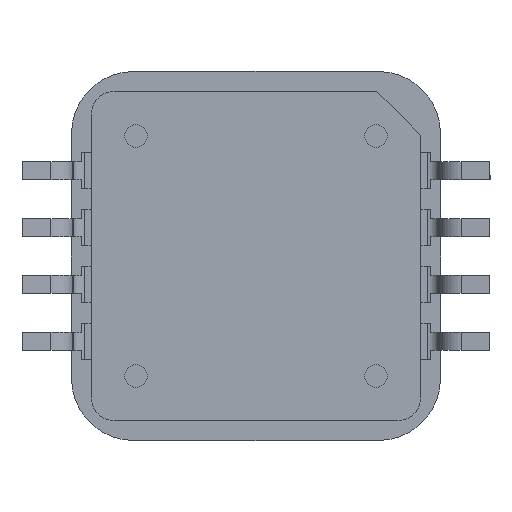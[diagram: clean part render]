
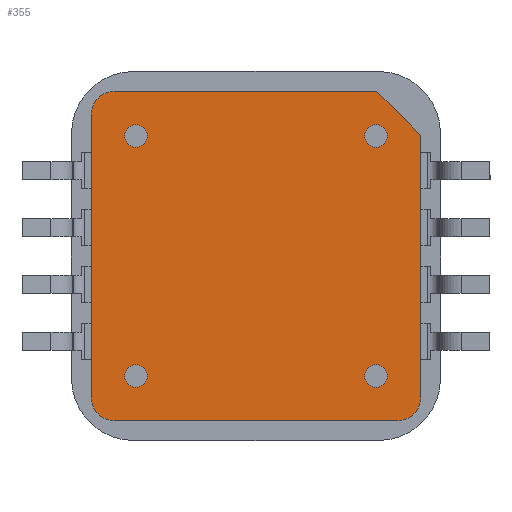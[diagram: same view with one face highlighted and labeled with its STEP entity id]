
A CAD part, front view. The second image highlights one B-rep face of the part: STEP entity #355.
In plain terms, the highlighted planar face has unit normal (0, -1, 0).
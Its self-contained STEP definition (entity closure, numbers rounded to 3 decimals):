
#33 = AXIS2_PLACEMENT_3D ( 'NONE', #2243, #2244, #2245 ) ;
#59 = AXIS2_PLACEMENT_3D ( 'NONE', #2379, #2380, #2381 ) ;
#61 = CIRCLE ( 'NONE', #1763, 0.254 ) ;
#63 = CIRCLE ( 'NONE', #59, 0.508 ) ;
#162 = AXIS2_PLACEMENT_3D ( 'NONE', #2048, #2049, #2050 ) ;
#194 = CIRCLE ( 'NONE', #211, 0.508 ) ;
#205 = CIRCLE ( 'NONE', #162, 0.254 ) ;
#211 = AXIS2_PLACEMENT_3D ( 'NONE', #2077, #2078, #2079 ) ;
#219 = EDGE_CURVE ( 'NONE', #1250, #630, #1383, .T. ) ;
#221 = EDGE_CURVE ( 'NONE', #1238, #716, #1386, .T. ) ;
#224 = EDGE_CURVE ( 'NONE', #1258, #1124, #1361, .T. ) ;
#232 = EDGE_CURVE ( 'NONE', #1306, #1163, #1354, .T. ) ;
#233 = EDGE_CURVE ( 'NONE', #716, #1238, #1375, .T. ) ;
#234 = EDGE_CURVE ( 'NONE', #535, #1306, #1239, .T. ) ;
#242 = EDGE_CURVE ( 'NONE', #1291, #479, #1325, .T. ) ;
#243 = EDGE_CURVE ( 'NONE', #549, #1291, #710, .T. ) ;
#244 = EDGE_CURVE ( 'NONE', #1190, #1122, #753, .T. ) ;
#249 = EDGE_CURVE ( 'NONE', #1163, #549, #1285, .T. ) ;
#269 = EDGE_CURVE ( 'NONE', #1124, #1258, #205, .T. ) ;
#282 = EDGE_CURVE ( 'NONE', #1122, #535, #194, .T. ) ;
#355 = ADVANCED_FACE ( 'NONE', ( #788, #789, #1076, #969, #737 ), #2242, .F. ) ;
#405 = EDGE_CURVE ( 'NONE', #479, #1190, #63, .T. ) ;
#419 = EDGE_CURVE ( 'NONE', #1289, #1272, #462, .T. ) ;
#434 = EDGE_CURVE ( 'NONE', #1272, #1289, #61, .T. ) ;
#457 = EDGE_CURVE ( 'NONE', #630, #1250, #1768, .T. ) ;
#462 = CIRCLE ( 'NONE', #2387, 0.254 ) ;
#479 = VERTEX_POINT ( 'NONE', #1479 ) ;
#534 = ORIENTED_EDGE ( 'NONE', *, *, #224, .F. ) ;
#535 = VERTEX_POINT ( 'NONE', #1485 ) ;
#549 = VERTEX_POINT ( 'NONE', #1487 ) ;
#553 = EDGE_LOOP ( 'NONE', ( #874, #1036 ) ) ;
#630 = VERTEX_POINT ( 'NONE', #1494 ) ;
#655 = EDGE_LOOP ( 'NONE', ( #1071, #786 ) ) ;
#669 = ORIENTED_EDGE ( 'NONE', *, *, #242, .F. ) ;
#682 = ORIENTED_EDGE ( 'NONE', *, *, #234, .F. ) ;
#710 = LINE ( 'NONE', #1990, #1377 ) ;
#716 = VERTEX_POINT ( 'NONE', #1502 ) ;
#737 = FACE_BOUND ( 'NONE', #1232, .T. ) ;
#753 = LINE ( 'NONE', #1992, #1378 ) ;
#771 = ORIENTED_EDGE ( 'NONE', *, *, #405, .F. ) ;
#776 = ORIENTED_EDGE ( 'NONE', *, *, #244, .F. ) ;
#780 = EDGE_LOOP ( 'NONE', ( #1242, #682, #1063, #776, #771, #669, #1125, #1322 ) ) ;
#786 = ORIENTED_EDGE ( 'NONE', *, *, #221, .F. ) ;
#788 = FACE_BOUND ( 'NONE', #655, .T. ) ;
#789 = FACE_BOUND ( 'NONE', #834, .T. ) ;
#834 = EDGE_LOOP ( 'NONE', ( #534, #900 ) ) ;
#874 = ORIENTED_EDGE ( 'NONE', *, *, #419, .F. ) ;
#900 = ORIENTED_EDGE ( 'NONE', *, *, #269, .F. ) ;
#969 = FACE_BOUND ( 'NONE', #553, .T. ) ;
#996 = ORIENTED_EDGE ( 'NONE', *, *, #457, .F. ) ;
#1036 = ORIENTED_EDGE ( 'NONE', *, *, #434, .F. ) ;
#1063 = ORIENTED_EDGE ( 'NONE', *, *, #282, .F. ) ;
#1071 = ORIENTED_EDGE ( 'NONE', *, *, #233, .F. ) ;
#1076 = FACE_OUTER_BOUND ( 'NONE', #780, .T. ) ;
#1122 = VERTEX_POINT ( 'NONE', #1540 ) ;
#1124 = VERTEX_POINT ( 'NONE', #1541 ) ;
#1125 = ORIENTED_EDGE ( 'NONE', *, *, #243, .F. ) ;
#1163 = VERTEX_POINT ( 'NONE', #1547 ) ;
#1190 = VERTEX_POINT ( 'NONE', #1553 ) ;
#1232 = EDGE_LOOP ( 'NONE', ( #996, #1296 ) ) ;
#1238 = VERTEX_POINT ( 'NONE', #1555 ) ;
#1239 = LINE ( 'NONE', #1967, #1336 ) ;
#1242 = ORIENTED_EDGE ( 'NONE', *, *, #232, .F. ) ;
#1250 = VERTEX_POINT ( 'NONE', #1557 ) ;
#1258 = VERTEX_POINT ( 'NONE', #1559 ) ;
#1272 = VERTEX_POINT ( 'NONE', #1562 ) ;
#1285 = LINE ( 'NONE', #2003, #1363 ) ;
#1289 = VERTEX_POINT ( 'NONE', #1565 ) ;
#1291 = VERTEX_POINT ( 'NONE', #1566 ) ;
#1296 = ORIENTED_EDGE ( 'NONE', *, *, #219, .F. ) ;
#1306 = VERTEX_POINT ( 'NONE', #1568 ) ;
#1322 = ORIENTED_EDGE ( 'NONE', *, *, #249, .F. ) ;
#1325 = LINE ( 'NONE', #1988, #1381 ) ;
#1335 = AXIS2_PLACEMENT_3D ( 'NONE', #1964, #1965, #1966 ) ;
#1336 = VECTOR ( 'NONE', #1968, 1000. ) ;
#1349 = AXIS2_PLACEMENT_3D ( 'NONE', #1961, #1962, #1963 ) ;
#1353 = AXIS2_PLACEMENT_3D ( 'NONE', #1935, #1936, #1937 ) ;
#1354 = CIRCLE ( 'NONE', #1349, 0.508 ) ;
#1361 = CIRCLE ( 'NONE', #1362, 0.254 ) ;
#1362 = AXIS2_PLACEMENT_3D ( 'NONE', #1943, #1944, #1945 ) ;
#1363 = VECTOR ( 'NONE', #2004, 1000. ) ;
#1375 = CIRCLE ( 'NONE', #1335, 0.254 ) ;
#1377 = VECTOR ( 'NONE', #1991, 1000. ) ;
#1378 = VECTOR ( 'NONE', #1993, 1000. ) ;
#1381 = VECTOR ( 'NONE', #1989, 1000. ) ;
#1382 = AXIS2_PLACEMENT_3D ( 'NONE', #1929, #1930, #1931 ) ;
#1383 = CIRCLE ( 'NONE', #1382, 0.254 ) ;
#1386 = CIRCLE ( 'NONE', #1353, 0.254 ) ;
#1409 = CARTESIAN_POINT ( 'NONE',  ( 3.959, 0., -3.825 ) ) ;
#1410 = DIRECTION ( 'NONE',  ( 0., -1., 0. ) ) ;
#1411 = DIRECTION ( 'NONE',  ( 0., 0., 1. ) ) ;
#1441 = CARTESIAN_POINT ( 'NONE',  ( 3.959, 0., -3.825 ) ) ;
#1442 = DIRECTION ( 'NONE',  ( 0., -1., 0. ) ) ;
#1443 = DIRECTION ( 'NONE',  ( 0., 0., 1. ) ) ;
#1475 = CARTESIAN_POINT ( 'NONE',  ( -1.411, 0., 1.544 ) ) ;
#1476 = DIRECTION ( 'NONE',  ( 0., -1., 0. ) ) ;
#1477 = DIRECTION ( 'NONE',  ( 0., 0., 1. ) ) ;
#1479 = CARTESIAN_POINT ( 'NONE',  ( 4.957, 0., -4.316 ) ) ;
#1485 = CARTESIAN_POINT ( 'NONE',  ( -2.409, 0., -4.316 ) ) ;
#1487 = CARTESIAN_POINT ( 'NONE',  ( 3.977, 0., 2.542 ) ) ;
#1494 = CARTESIAN_POINT ( 'NONE',  ( -1.411, 0., 1.798 ) ) ;
#1502 = CARTESIAN_POINT ( 'NONE',  ( -1.411, 0., -3.571 ) ) ;
#1540 = CARTESIAN_POINT ( 'NONE',  ( -1.901, 0., -4.824 ) ) ;
#1541 = CARTESIAN_POINT ( 'NONE',  ( 3.959, 0., 1.29 ) ) ;
#1547 = CARTESIAN_POINT ( 'NONE',  ( -1.901, 0., 2.542 ) ) ;
#1553 = CARTESIAN_POINT ( 'NONE',  ( 4.449, 0., -4.824 ) ) ;
#1555 = CARTESIAN_POINT ( 'NONE',  ( -1.411, 0., -4.079 ) ) ;
#1557 = CARTESIAN_POINT ( 'NONE',  ( -1.411, 0., 1.29 ) ) ;
#1559 = CARTESIAN_POINT ( 'NONE',  ( 3.959, 0., 1.798 ) ) ;
#1562 = CARTESIAN_POINT ( 'NONE',  ( 3.959, 0., -4.079 ) ) ;
#1565 = CARTESIAN_POINT ( 'NONE',  ( 3.959, 0., -3.571 ) ) ;
#1566 = CARTESIAN_POINT ( 'NONE',  ( 4.957, 0., 1.562 ) ) ;
#1568 = CARTESIAN_POINT ( 'NONE',  ( -2.409, 0., 2.034 ) ) ;
#1763 = AXIS2_PLACEMENT_3D ( 'NONE', #1441, #1442, #1443 ) ;
#1768 = CIRCLE ( 'NONE', #1779, 0.254 ) ;
#1779 = AXIS2_PLACEMENT_3D ( 'NONE', #1475, #1476, #1477 ) ;
#1929 = CARTESIAN_POINT ( 'NONE',  ( -1.411, 0., 1.544 ) ) ;
#1930 = DIRECTION ( 'NONE',  ( 0., -1., 0. ) ) ;
#1931 = DIRECTION ( 'NONE',  ( 0., 0., 1. ) ) ;
#1935 = CARTESIAN_POINT ( 'NONE',  ( -1.411, 0., -3.825 ) ) ;
#1936 = DIRECTION ( 'NONE',  ( 0., -1., 0. ) ) ;
#1937 = DIRECTION ( 'NONE',  ( 0., 0., 1. ) ) ;
#1943 = CARTESIAN_POINT ( 'NONE',  ( 3.959, 0., 1.544 ) ) ;
#1944 = DIRECTION ( 'NONE',  ( 0., -1., 0. ) ) ;
#1945 = DIRECTION ( 'NONE',  ( 0., 0., 1. ) ) ;
#1961 = CARTESIAN_POINT ( 'NONE',  ( -1.901, 0., 2.034 ) ) ;
#1962 = DIRECTION ( 'NONE',  ( 0., 1., 0. ) ) ;
#1963 = DIRECTION ( 'NONE',  ( 0., 0., 1. ) ) ;
#1964 = CARTESIAN_POINT ( 'NONE',  ( -1.411, 0., -3.825 ) ) ;
#1965 = DIRECTION ( 'NONE',  ( 0., -1., 0. ) ) ;
#1966 = DIRECTION ( 'NONE',  ( 0., 0., 1. ) ) ;
#1967 = CARTESIAN_POINT ( 'NONE',  ( -2.409, 0., -4.316 ) ) ;
#1968 = DIRECTION ( 'NONE',  ( 0., 0., 1. ) ) ;
#1988 = CARTESIAN_POINT ( 'NONE',  ( 4.957, 0., -4.316 ) ) ;
#1989 = DIRECTION ( 'NONE',  ( 0., 0., -1. ) ) ;
#1990 = CARTESIAN_POINT ( 'NONE',  ( 4.957, 0., 1.562 ) ) ;
#1991 = DIRECTION ( 'NONE',  ( 0.707, 0., -0.707 ) ) ;
#1992 = CARTESIAN_POINT ( 'NONE',  ( -1.901, 0., -4.824 ) ) ;
#1993 = DIRECTION ( 'NONE',  ( -1., 0., 0. ) ) ;
#2003 = CARTESIAN_POINT ( 'NONE',  ( -1.901, 0., 2.542 ) ) ;
#2004 = DIRECTION ( 'NONE',  ( 1., 0., 0. ) ) ;
#2048 = CARTESIAN_POINT ( 'NONE',  ( 3.959, 0., 1.544 ) ) ;
#2049 = DIRECTION ( 'NONE',  ( 0., -1., 0. ) ) ;
#2050 = DIRECTION ( 'NONE',  ( 0., 0., 1. ) ) ;
#2077 = CARTESIAN_POINT ( 'NONE',  ( -1.901, 0., -4.316 ) ) ;
#2078 = DIRECTION ( 'NONE',  ( 0., 1., 0. ) ) ;
#2079 = DIRECTION ( 'NONE',  ( 0., 0., 1. ) ) ;
#2242 = PLANE ( 'NONE',  #33 ) ;
#2243 = CARTESIAN_POINT ( 'NONE',  ( -1.901, 0., 2.034 ) ) ;
#2244 = DIRECTION ( 'NONE',  ( 0., 1., 0. ) ) ;
#2245 = DIRECTION ( 'NONE',  ( 0., 0., 1. ) ) ;
#2379 = CARTESIAN_POINT ( 'NONE',  ( 4.449, 0., -4.316 ) ) ;
#2380 = DIRECTION ( 'NONE',  ( 0., 1., 0. ) ) ;
#2381 = DIRECTION ( 'NONE',  ( 0., 0., 1. ) ) ;
#2387 = AXIS2_PLACEMENT_3D ( 'NONE', #1409, #1410, #1411 ) ;
